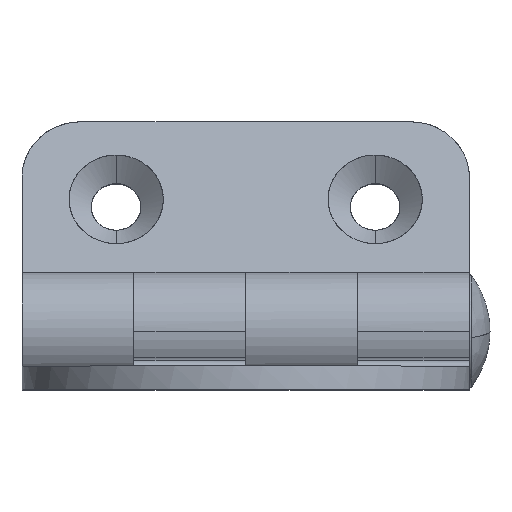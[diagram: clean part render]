
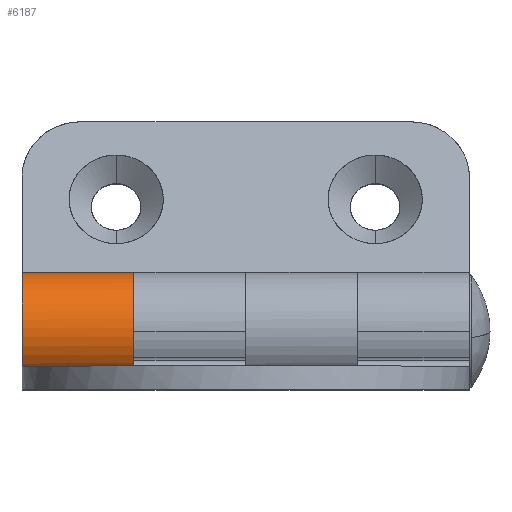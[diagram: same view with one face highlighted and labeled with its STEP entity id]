
A CAD part, top view. The second image highlights one B-rep face of the part: STEP entity #6187.
In plain terms, the highlighted free-form (B-spline) face has degree [2, 1] with [5, 2] control points.
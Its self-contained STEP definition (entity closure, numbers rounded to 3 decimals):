
#6187 = ADVANCED_FACE('',(#6188),#6224,.T.);
#6188 = FACE_BOUND('',#6189,.T.);
#6189 = EDGE_LOOP('',(#6190,#6199,#6209,#6216));
#6190 = ORIENTED_EDGE('',*,*,#6191,.F.);
#6191 = EDGE_CURVE('',#6192,#6194,#6196,.T.);
#6192 = VERTEX_POINT('',#6193);
#6193 = CARTESIAN_POINT('',(-16.222,0.25,
    1.44));
#6194 = VERTEX_POINT('',#6195);
#6195 = CARTESIAN_POINT('',(-8.111,0.25,
    1.44));
#6196 = B_SPLINE_CURVE_WITH_KNOTS('',1,(#6197,#6198),.UNSPECIFIED.,.F.,
  .F.,(2,2),(0.,9.5),.PIECEWISE_BEZIER_KNOTS.);
#6197 = CARTESIAN_POINT('',(-16.222,0.25,
    1.44));
#6198 = CARTESIAN_POINT('',(-8.111,0.25,
    1.44));
#6199 = ORIENTED_EDGE('',*,*,#6200,.F.);
#6200 = EDGE_CURVE('',#6201,#6192,#6203,.T.);
#6201 = VERTEX_POINT('',#6202);
#6202 = CARTESIAN_POINT('',(-16.222,8.288,
    -1.44));
#6203 = ( BOUNDED_CURVE() B_SPLINE_CURVE(2,(#6204,#6205,#6206,#6207,
#6208),.UNSPECIFIED.,.F.,.F.) B_SPLINE_CURVE_WITH_KNOTS((3,2,3),(0.,
1.571,3.142),.PIECEWISE_BEZIER_KNOTS.) CURVE() 
GEOMETRIC_REPRESENTATION_ITEM() RATIONAL_B_SPLINE_CURVE((1.,
0.707,1.,0.707,1.)) REPRESENTATION_ITEM('') );
#6204 = CARTESIAN_POINT('',(-16.222,8.288,
    -1.44));
#6205 = CARTESIAN_POINT('',(-16.222,9.728,
    2.579));
#6206 = CARTESIAN_POINT('',(-16.222,5.709,
    4.019));
#6207 = CARTESIAN_POINT('',(-16.222,1.691,
    5.459));
#6208 = CARTESIAN_POINT('',(-16.222,0.25,
    1.44));
#6209 = ORIENTED_EDGE('',*,*,#6210,.F.);
#6210 = EDGE_CURVE('',#6211,#6201,#6213,.T.);
#6211 = VERTEX_POINT('',#6212);
#6212 = CARTESIAN_POINT('',(-8.111,8.288,
    -1.44));
#6213 = B_SPLINE_CURVE_WITH_KNOTS('',1,(#6214,#6215),.UNSPECIFIED.,.F.,
  .F.,(2,2),(0.,9.5),.PIECEWISE_BEZIER_KNOTS.);
#6214 = CARTESIAN_POINT('',(-8.111,8.288,
    -1.44));
#6215 = CARTESIAN_POINT('',(-16.222,8.288,
    -1.44));
#6216 = ORIENTED_EDGE('',*,*,#6217,.F.);
#6217 = EDGE_CURVE('',#6194,#6211,#6218,.T.);
#6218 = ( BOUNDED_CURVE() B_SPLINE_CURVE(2,(#6219,#6220,#6221,#6222,
#6223),.UNSPECIFIED.,.F.,.F.) B_SPLINE_CURVE_WITH_KNOTS((3,2,3),(0.,
1.571,3.142),.PIECEWISE_BEZIER_KNOTS.) CURVE() 
GEOMETRIC_REPRESENTATION_ITEM() RATIONAL_B_SPLINE_CURVE((1.,
0.707,1.,0.707,1.)) REPRESENTATION_ITEM('') );
#6219 = CARTESIAN_POINT('',(-8.111,0.25,
    1.44));
#6220 = CARTESIAN_POINT('',(-8.111,1.691,
    5.459));
#6221 = CARTESIAN_POINT('',(-8.111,5.709,
    4.019));
#6222 = CARTESIAN_POINT('',(-8.111,9.728,
    2.579));
#6223 = CARTESIAN_POINT('',(-8.111,8.288,
    -1.44));
#6224 = ( BOUNDED_SURFACE() B_SPLINE_SURFACE(2,1,(
    (#6225,#6226)
    ,(#6227,#6228)
    ,(#6229,#6230)
    ,(#6231,#6232)
    ,(#6233,#6234
)),.UNSPECIFIED.,.F.,.F.,.F.) B_SPLINE_SURFACE_WITH_KNOTS((3,2,3),(2,2),
  (3.142,4.712,6.283),(0.,9.5),
.PIECEWISE_BEZIER_KNOTS.) GEOMETRIC_REPRESENTATION_ITEM() 
RATIONAL_B_SPLINE_SURFACE((
    (1.,1.)
    ,(0.707,0.707)
    ,(1.,1.)
    ,(0.707,0.707)
,(1.,1.))) REPRESENTATION_ITEM('') SURFACE() );
#6225 = CARTESIAN_POINT('',(-8.111,8.288,
    -1.44));
#6226 = CARTESIAN_POINT('',(-16.222,8.288,
    -1.44));
#6227 = CARTESIAN_POINT('',(-8.111,9.728,
    2.579));
#6228 = CARTESIAN_POINT('',(-16.222,9.728,
    2.579));
#6229 = CARTESIAN_POINT('',(-8.111,5.709,4.019
    ));
#6230 = CARTESIAN_POINT('',(-16.222,5.709,4.019
    ));
#6231 = CARTESIAN_POINT('',(-8.111,1.691,
    5.459));
#6232 = CARTESIAN_POINT('',(-16.222,1.691,
    5.459));
#6233 = CARTESIAN_POINT('',(-8.111,0.25,
    1.44));
#6234 = CARTESIAN_POINT('',(-16.222,0.25,
    1.44));
